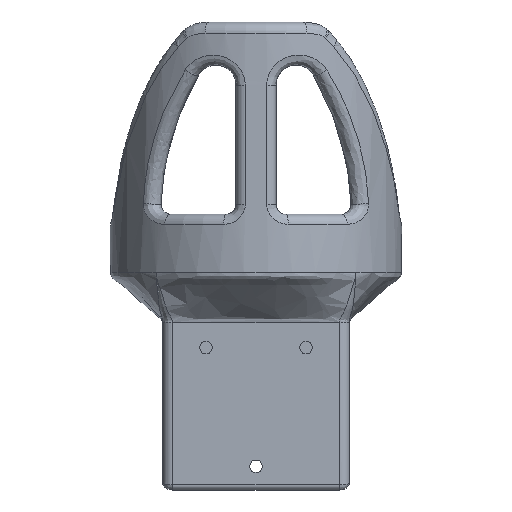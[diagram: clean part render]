
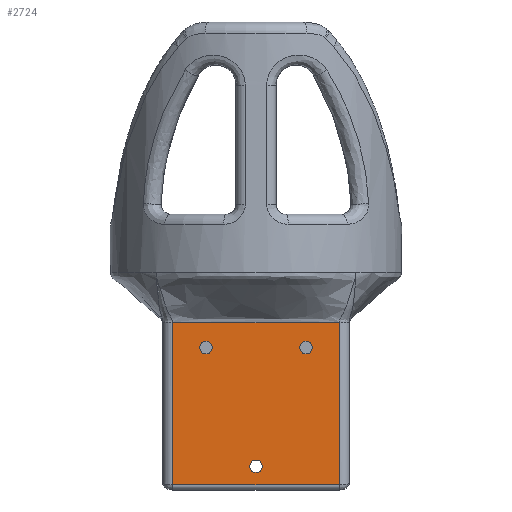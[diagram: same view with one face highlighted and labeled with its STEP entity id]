
A CAD part, top view. The second image highlights one B-rep face of the part: STEP entity #2724.
In plain terms, the highlighted planar face has unit normal (0, 0, 1).
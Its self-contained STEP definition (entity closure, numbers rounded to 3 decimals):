
#66=FACE_BOUND('',#646,.T.);
#67=FACE_BOUND('',#647,.T.);
#68=FACE_BOUND('',#648,.T.);
#111=PLANE('',#2984);
#462=FACE_OUTER_BOUND('',#645,.T.);
#645=EDGE_LOOP('',(#2408,#2409,#2410,#2411));
#646=EDGE_LOOP('',(#2412));
#647=EDGE_LOOP('',(#2413));
#648=EDGE_LOOP('',(#2414));
#695=LINE('',#4196,#825);
#801=LINE('',#13440,#931);
#802=LINE('',#13747,#932);
#803=LINE('',#13769,#933);
#825=VECTOR('',#3132,33.33);
#931=VECTOR('',#3612,32.438);
#932=VECTOR('',#3615,33.33);
#933=VECTOR('',#3618,32.438);
#1049=CIRCLE('',#2985,1.25);
#1050=CIRCLE('',#2986,1.25);
#1051=CIRCLE('',#2987,1.25);
#1111=VERTEX_POINT('',#4188);
#1113=VERTEX_POINT('',#4194);
#1289=VERTEX_POINT('',#13439);
#1290=VERTEX_POINT('',#13746);
#1291=VERTEX_POINT('',#13770);
#1292=VERTEX_POINT('',#13772);
#1293=VERTEX_POINT('',#13774);
#1371=EDGE_CURVE('',#1113,#1111,#695,.T.);
#1683=EDGE_CURVE('',#1111,#1289,#801,.T.);
#1686=EDGE_CURVE('',#1289,#1290,#802,.T.);
#1688=EDGE_CURVE('',#1290,#1113,#803,.T.);
#1689=EDGE_CURVE('',#1291,#1291,#1049,.T.);
#1690=EDGE_CURVE('',#1292,#1292,#1050,.T.);
#1691=EDGE_CURVE('',#1293,#1293,#1051,.T.);
#2408=ORIENTED_EDGE('',*,*,#1371,.F.);
#2409=ORIENTED_EDGE('',*,*,#1688,.F.);
#2410=ORIENTED_EDGE('',*,*,#1686,.F.);
#2411=ORIENTED_EDGE('',*,*,#1683,.F.);
#2412=ORIENTED_EDGE('',*,*,#1689,.T.);
#2413=ORIENTED_EDGE('',*,*,#1690,.T.);
#2414=ORIENTED_EDGE('',*,*,#1691,.T.);
#2724=ADVANCED_FACE('',(#462,#66,#67,#68),#111,.T.);
#2984=AXIS2_PLACEMENT_3D('',#13768,#3616,#3617);
#2985=AXIS2_PLACEMENT_3D('',#13771,#3619,#3620);
#2986=AXIS2_PLACEMENT_3D('',#13773,#3621,#3622);
#2987=AXIS2_PLACEMENT_3D('',#13775,#3623,#3624);
#3132=DIRECTION('',(-1.,0.,0.));
#3612=DIRECTION('',(0.,1.,0.));
#3615=DIRECTION('',(1.,0.,0.));
#3616=DIRECTION('center_axis',(0.,0.,1.));
#3617=DIRECTION('ref_axis',(1.,0.,0.));
#3618=DIRECTION('',(0.,-1.,0.));
#3619=DIRECTION('center_axis',(0.,0.,-1.));
#3620=DIRECTION('ref_axis',(-1.,0.,0.));
#3621=DIRECTION('center_axis',(0.,0.,-1.));
#3622=DIRECTION('ref_axis',(-1.,0.,0.));
#3623=DIRECTION('center_axis',(0.,0.,-1.));
#3624=DIRECTION('ref_axis',(-1.,0.,0.));
#4188=CARTESIAN_POINT('',(2.,18.362,0.));
#4194=CARTESIAN_POINT('',(35.33,18.362,0.));
#4196=CARTESIAN_POINT('',(18.665,18.362,0.));
#13439=CARTESIAN_POINT('',(2.,50.8,0.));
#13440=CARTESIAN_POINT('',(2.,0.,0.));
#13746=CARTESIAN_POINT('',(35.33,50.8,0.));
#13747=CARTESIAN_POINT('',(0.,50.8,0.));
#13768=CARTESIAN_POINT('Origin',(0.,0.,0.));
#13769=CARTESIAN_POINT('',(35.33,0.,0.));
#13770=CARTESIAN_POINT('',(19.915,22.1,0.));
#13771=CARTESIAN_POINT('Origin',(18.665,22.1,0.));
#13772=CARTESIAN_POINT('',(9.915,45.8,0.));
#13773=CARTESIAN_POINT('Origin',(8.665,45.8,0.));
#13774=CARTESIAN_POINT('',(29.915,45.8,0.));
#13775=CARTESIAN_POINT('Origin',(28.665,45.8,0.));
